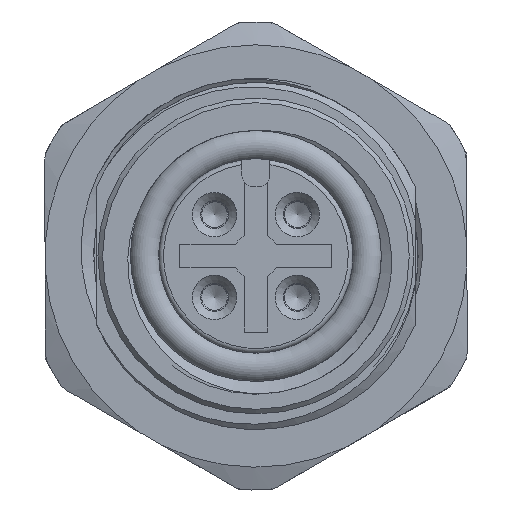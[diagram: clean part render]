
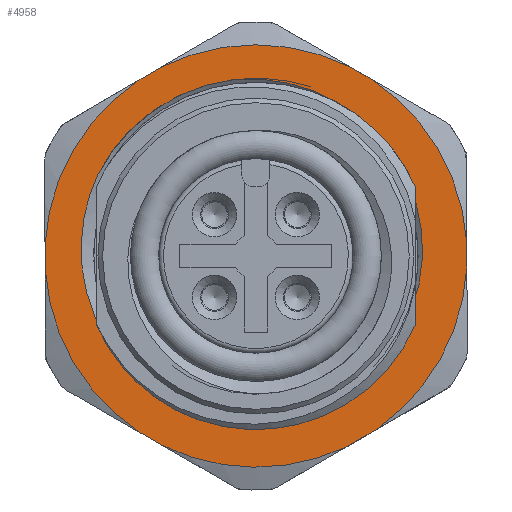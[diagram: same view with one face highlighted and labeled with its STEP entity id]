
A CAD part, front view. The second image highlights one B-rep face of the part: STEP entity #4958.
In plain terms, the highlighted face is planar.
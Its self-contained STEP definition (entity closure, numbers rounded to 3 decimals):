
#350=B_SPLINE_CURVE_WITH_KNOTS('',3,(#28853,#28854,#28855,#28856,#28857,
#28858,#28859),.UNSPECIFIED.,.F.,.F.,(4,1,1,1,4),(0.,0.004,
0.009,0.013,0.017),
 .UNSPECIFIED.);
#351=B_SPLINE_CURVE_WITH_KNOTS('',3,(#28863,#28864,#28865,#28866,#28867,
#28868,#28869),.UNSPECIFIED.,.F.,.F.,(4,1,1,1,4),(0.,
0.004,0.009,0.013,0.017),
 .UNSPECIFIED.);
#470=PLANE('',#5436);
#652=CIRCLE('',#5437,7.6);
#653=CIRCLE('',#5438,6.93);
#654=CIRCLE('',#5439,9.024);
#655=CIRCLE('',#5440,9.024);
#656=CIRCLE('',#5441,9.024);
#657=CIRCLE('',#5442,9.024);
#658=CIRCLE('',#5443,9.024);
#659=CIRCLE('',#5444,9.024);
#1652=ORIENTED_EDGE('',*,*,#2613,.T.);
#1653=ORIENTED_EDGE('',*,*,#2614,.T.);
#1654=ORIENTED_EDGE('',*,*,#2615,.T.);
#1655=ORIENTED_EDGE('',*,*,#2616,.T.);
#1656=ORIENTED_EDGE('',*,*,#2617,.F.);
#1657=ORIENTED_EDGE('',*,*,#2618,.T.);
#1658=ORIENTED_EDGE('',*,*,#2619,.F.);
#1659=ORIENTED_EDGE('',*,*,#2620,.T.);
#1660=ORIENTED_EDGE('',*,*,#2621,.F.);
#1661=ORIENTED_EDGE('',*,*,#2622,.T.);
#1662=ORIENTED_EDGE('',*,*,#2623,.F.);
#1663=ORIENTED_EDGE('',*,*,#2624,.T.);
#1664=ORIENTED_EDGE('',*,*,#2625,.F.);
#1665=ORIENTED_EDGE('',*,*,#2626,.T.);
#1666=ORIENTED_EDGE('',*,*,#2627,.F.);
#1667=ORIENTED_EDGE('',*,*,#2628,.T.);
#2613=EDGE_CURVE('',#3184,#3185,#652,.T.);
#2614=EDGE_CURVE('',#3185,#3186,#350,.T.);
#2615=EDGE_CURVE('',#3186,#3187,#653,.F.);
#2616=EDGE_CURVE('',#3187,#3184,#351,.T.);
#2617=EDGE_CURVE('',#3188,#3189,#654,.F.);
#2618=EDGE_CURVE('',#3188,#3190,#3519,.T.);
#2619=EDGE_CURVE('',#3191,#3190,#655,.F.);
#2620=EDGE_CURVE('',#3191,#3192,#3520,.T.);
#2621=EDGE_CURVE('',#3193,#3192,#656,.F.);
#2622=EDGE_CURVE('',#3193,#3194,#3521,.T.);
#2623=EDGE_CURVE('',#3195,#3194,#657,.F.);
#2624=EDGE_CURVE('',#3195,#3196,#3522,.T.);
#2625=EDGE_CURVE('',#3197,#3196,#658,.F.);
#2626=EDGE_CURVE('',#3197,#3198,#3523,.T.);
#2627=EDGE_CURVE('',#3199,#3198,#659,.F.);
#2628=EDGE_CURVE('',#3199,#3189,#3524,.T.);
#3184=VERTEX_POINT('',#28851);
#3185=VERTEX_POINT('',#28852);
#3186=VERTEX_POINT('',#28860);
#3187=VERTEX_POINT('',#28862);
#3188=VERTEX_POINT('',#28871);
#3189=VERTEX_POINT('',#28872);
#3190=VERTEX_POINT('',#28874);
#3191=VERTEX_POINT('',#28876);
#3192=VERTEX_POINT('',#28878);
#3193=VERTEX_POINT('',#28880);
#3194=VERTEX_POINT('',#28882);
#3195=VERTEX_POINT('',#28884);
#3196=VERTEX_POINT('',#28886);
#3197=VERTEX_POINT('',#28888);
#3198=VERTEX_POINT('',#28890);
#3199=VERTEX_POINT('',#28892);
#3519=LINE('',#28873,#3781);
#3520=LINE('',#28877,#3782);
#3521=LINE('',#28881,#3783);
#3522=LINE('',#28885,#3784);
#3523=LINE('',#28889,#3785);
#3524=LINE('',#28893,#3786);
#3781=VECTOR('',#6377,1000.);
#3782=VECTOR('',#6380,1000.);
#3783=VECTOR('',#6383,1000.);
#3784=VECTOR('',#6386,1000.);
#3785=VECTOR('',#6389,1000.);
#3786=VECTOR('',#6392,1000.);
#4122=EDGE_LOOP('',(#1652,#1653,#1654,#1655));
#4123=EDGE_LOOP('',(#1656,#1657,#1658,#1659,#1660,#1661,#1662,#1663,#1664,
#1665,#1666,#1667));
#4525=FACE_BOUND('',#4122,.T.);
#4526=FACE_BOUND('',#4123,.T.);
#4958=ADVANCED_FACE('',(#4525,#4526),#470,.T.);
#5436=AXIS2_PLACEMENT_3D('',#28849,#6369,#6370);
#5437=AXIS2_PLACEMENT_3D('',#28850,#6371,#6372);
#5438=AXIS2_PLACEMENT_3D('',#28861,#6373,#6374);
#5439=AXIS2_PLACEMENT_3D('',#28870,#6375,#6376);
#5440=AXIS2_PLACEMENT_3D('',#28875,#6378,#6379);
#5441=AXIS2_PLACEMENT_3D('',#28879,#6381,#6382);
#5442=AXIS2_PLACEMENT_3D('',#28883,#6384,#6385);
#5443=AXIS2_PLACEMENT_3D('',#28887,#6387,#6388);
#5444=AXIS2_PLACEMENT_3D('',#28891,#6390,#6391);
#6369=DIRECTION('',(1.,0.,0.));
#6370=DIRECTION('',(0.,0.,-1.));
#6371=DIRECTION('',(-1.,0.,0.));
#6372=DIRECTION('',(0.,1.,0.));
#6373=DIRECTION('',(1.,0.,0.));
#6374=DIRECTION('',(0.,0.,-1.));
#6375=DIRECTION('',(1.,0.,0.));
#6376=DIRECTION('',(0.,0.,-1.));
#6377=DIRECTION('',(0.,1.,0.));
#6378=DIRECTION('',(1.,0.,0.));
#6379=DIRECTION('',(0.,0.,-1.));
#6380=DIRECTION('',(0.,0.497,0.868));
#6381=DIRECTION('',(1.,0.,0.));
#6382=DIRECTION('',(0.,0.,-1.));
#6383=DIRECTION('',(0.,-0.497,0.868));
#6384=DIRECTION('',(1.,0.,0.));
#6385=DIRECTION('',(0.,0.,-1.));
#6386=DIRECTION('',(0.,-1.,0.));
#6387=DIRECTION('',(1.,0.,0.));
#6388=DIRECTION('',(0.,0.,-1.));
#6389=DIRECTION('',(0.,-0.498,-0.867));
#6390=DIRECTION('',(1.,0.,0.));
#6391=DIRECTION('',(0.,0.,-1.));
#6392=DIRECTION('',(0.,0.498,-0.867));
#28849=CARTESIAN_POINT('',(1.5,0.,0.));
#28850=CARTESIAN_POINT('',(1.5,0.,0.));
#28851=CARTESIAN_POINT('',(1.5,-4.081,6.411));
#28852=CARTESIAN_POINT('',(1.5,3.02,6.974));
#28853=CARTESIAN_POINT('',(1.5,3.02,6.974));
#28854=CARTESIAN_POINT('',(1.5,4.318,6.354));
#28855=CARTESIAN_POINT('',(1.5,6.523,4.378));
#28856=CARTESIAN_POINT('',(1.5,7.706,0.079));
#28857=CARTESIAN_POINT('',(1.5,6.285,-4.171));
#28858=CARTESIAN_POINT('',(1.5,3.917,-5.964));
#28859=CARTESIAN_POINT('',(1.5,2.558,-6.441));
#28860=CARTESIAN_POINT('',(1.5,2.558,-6.441));
#28861=CARTESIAN_POINT('',(1.5,0.,0.));
#28862=CARTESIAN_POINT('',(1.5,-1.511,-6.763));
#28863=CARTESIAN_POINT('',(1.5,-1.511,-6.763));
#28864=CARTESIAN_POINT('',(1.5,-2.927,-6.508));
#28865=CARTESIAN_POINT('',(1.5,-5.554,-5.103));
#28866=CARTESIAN_POINT('',(1.5,-7.621,-1.142));
#28867=CARTESIAN_POINT('',(1.5,-7.131,3.298));
#28868=CARTESIAN_POINT('',(1.5,-5.265,5.594));
#28869=CARTESIAN_POINT('',(1.5,-4.081,6.411));
#28870=CARTESIAN_POINT('',(1.5,0.,0.));
#28871=CARTESIAN_POINT('',(1.5,-0.764,-8.992));
#28872=CARTESIAN_POINT('',(1.5,-7.542,-4.955));
#28873=CARTESIAN_POINT('',(1.5,-4.376,-8.992));
#28874=CARTESIAN_POINT('',(1.5,0.764,-8.992));
#28875=CARTESIAN_POINT('',(1.5,0.,0.));
#28876=CARTESIAN_POINT('',(1.5,7.551,-4.941));
#28877=CARTESIAN_POINT('',(1.5,5.661,-8.243));
#28878=CARTESIAN_POINT('',(1.5,8.085,-4.008));
#28879=CARTESIAN_POINT('',(1.5,0.,0.));
#28880=CARTESIAN_POINT('',(1.5,8.085,4.008));
#28881=CARTESIAN_POINT('',(1.5,9.975,0.706));
#28882=CARTESIAN_POINT('',(1.5,7.551,4.941));
#28883=CARTESIAN_POINT('',(1.5,0.,0.));
#28884=CARTESIAN_POINT('',(1.5,0.537,9.008));
#28885=CARTESIAN_POINT('',(1.5,4.342,9.008));
#28886=CARTESIAN_POINT('',(1.5,-0.537,9.008));
#28887=CARTESIAN_POINT('',(1.5,0.,0.));
#28888=CARTESIAN_POINT('',(1.5,-7.542,4.955));
#28889=CARTESIAN_POINT('',(1.5,-5.646,8.254));
#28890=CARTESIAN_POINT('',(1.5,-8.078,4.024));
#28891=CARTESIAN_POINT('',(1.5,0.,0.));
#28892=CARTESIAN_POINT('',(1.5,-8.078,-4.024));
#28893=CARTESIAN_POINT('',(1.5,-9.974,-0.725));
